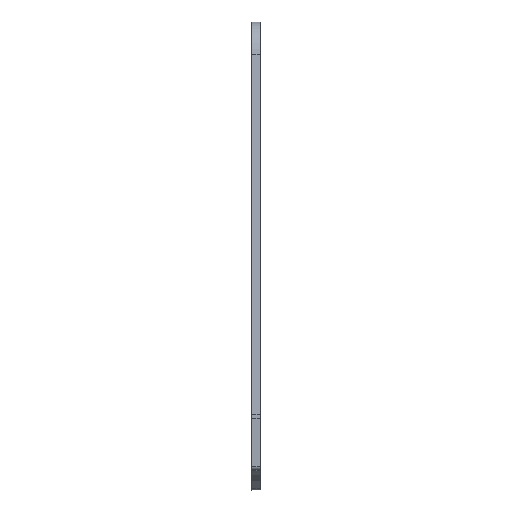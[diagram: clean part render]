
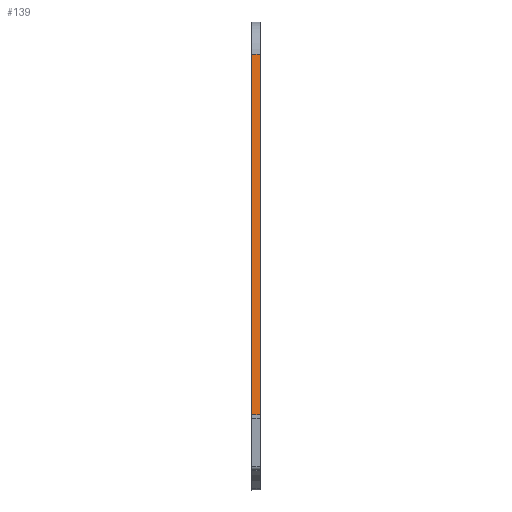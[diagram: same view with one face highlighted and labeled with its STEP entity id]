
A CAD part, left-side view. The second image highlights one B-rep face of the part: STEP entity #139.
In plain terms, the highlighted planar face has unit normal (-0.995, 0, 0.1).
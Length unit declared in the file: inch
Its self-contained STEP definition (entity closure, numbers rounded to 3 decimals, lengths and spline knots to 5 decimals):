
#80 = CARTESIAN_POINT ( 'NONE',  ( -0.76279, 0., 1.64988 ) ) ;
#133 = LINE ( 'NONE', #775, #767 ) ;
#138 = CARTESIAN_POINT ( 'NONE',  ( -1.01279, -0.99442, -0.85012 ) ) ;
#139 = ADVANCED_FACE ( 'NONE', ( #788 ), #207, .F. ) ;
#171 = VERTEX_POINT ( 'NONE', #233 ) ;
#183 = VERTEX_POINT ( 'NONE', #407 ) ;
#191 = CARTESIAN_POINT ( 'NONE',  ( -0.92244, -0.059, 0.05334 ) ) ;
#193 = CARTESIAN_POINT ( 'NONE',  ( -1.01279, 0., -0.85012 ) ) ;
#204 = DIRECTION ( 'NONE',  ( -0.1, 0., -0.995 ) ) ;
#207 = PLANE ( 'NONE',  #536 ) ;
#233 = CARTESIAN_POINT ( 'NONE',  ( -0.76279, -0.059, 1.64988 ) ) ;
#250 = DIRECTION ( 'NONE',  ( 0., 1., 0. ) ) ;
#263 = DIRECTION ( 'NONE',  ( 0., 1., 0. ) ) ;
#266 = VECTOR ( 'NONE', #771, 39.37008 ) ;
#267 = LINE ( 'NONE', #80, #538 ) ;
#309 = EDGE_CURVE ( 'NONE', #183, #684, #694, .T. ) ;
#356 = DIRECTION ( 'NONE',  ( 0.1, 0., 0.995 ) ) ;
#391 = ORIENTED_EDGE ( 'NONE', *, *, #309, .F. ) ;
#407 = CARTESIAN_POINT ( 'NONE',  ( -1.01279, -0.059, -0.85012 ) ) ;
#412 = ORIENTED_EDGE ( 'NONE', *, *, #624, .T. ) ;
#422 = EDGE_LOOP ( 'NONE', ( #614, #543, #412, #391 ) ) ;
#512 = LINE ( 'NONE', #191, #266 ) ;
#536 = AXIS2_PLACEMENT_3D ( 'NONE', #797, #821, #356 ) ;
#538 = VECTOR ( 'NONE', #204, 39.37008 ) ;
#543 = ORIENTED_EDGE ( 'NONE', *, *, #637, .T. ) ;
#614 = ORIENTED_EDGE ( 'NONE', *, *, #672, .T. ) ;
#624 = EDGE_CURVE ( 'NONE', #663, #684, #267, .T. ) ;
#637 = EDGE_CURVE ( 'NONE', #171, #663, #133, .T. ) ;
#663 = VERTEX_POINT ( 'NONE', #768 ) ;
#672 = EDGE_CURVE ( 'NONE', #183, #171, #512, .T. ) ;
#684 = VERTEX_POINT ( 'NONE', #193 ) ;
#694 = LINE ( 'NONE', #138, #709 ) ;
#709 = VECTOR ( 'NONE', #263, 39.37008 ) ;
#767 = VECTOR ( 'NONE', #250, 39.37008 ) ;
#768 = CARTESIAN_POINT ( 'NONE',  ( -0.76279, 0., 1.64988 ) ) ;
#771 = DIRECTION ( 'NONE',  ( 0.1, 0., 0.995 ) ) ;
#775 = CARTESIAN_POINT ( 'NONE',  ( -0.76279, -0.99442, 1.64988 ) ) ;
#788 = FACE_OUTER_BOUND ( 'NONE', #422, .T. ) ;
#797 = CARTESIAN_POINT ( 'NONE',  ( -0.76279, -0.99442, 1.64988 ) ) ;
#821 = DIRECTION ( 'NONE',  ( 0.995, 0., -0.1 ) ) ;
